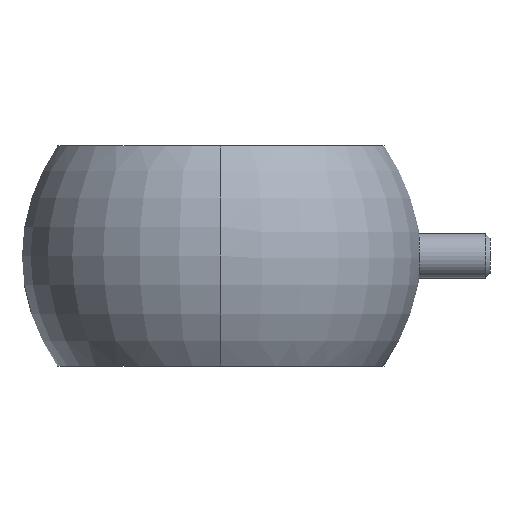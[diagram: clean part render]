
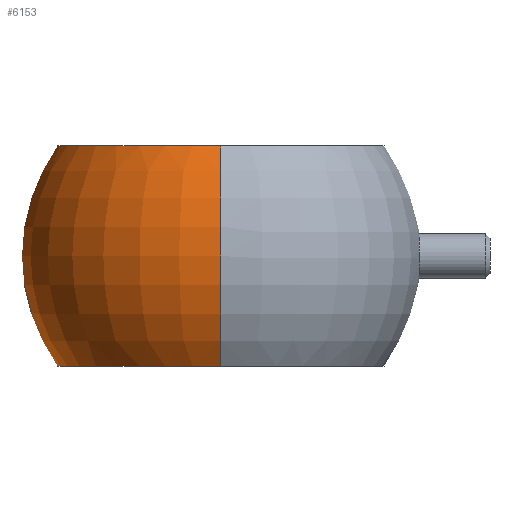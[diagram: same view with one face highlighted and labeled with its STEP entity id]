
A CAD part, left-side view. The second image highlights one B-rep face of the part: STEP entity #6153.
In plain terms, the highlighted toroidal (fillet/blend) face has major radius 2.25 mm and minor radius 25 mm.
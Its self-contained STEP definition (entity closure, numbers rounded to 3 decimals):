
#319 = CIRCLE ( 'NONE', #1871, 22.25 ) ;
#1871 = AXIS2_PLACEMENT_3D ( 'NONE', #13884, #13815, #5713 ) ;
#2147 = AXIS2_PLACEMENT_3D ( 'NONE', #15515, #9070, #10785 ) ;
#3189 = CARTESIAN_POINT ( 'NONE',  ( -2.25, 0., 0. ) ) ;
#4309 = EDGE_CURVE ( 'NONE', #14899, #13174, #15692, .T. ) ;
#4858 = DIRECTION ( 'NONE',  ( 0., 0., 1. ) ) ;
#5713 = DIRECTION ( 'NONE',  ( 1., 0., 0. ) ) ;
#5781 = EDGE_CURVE ( 'NONE', #13174, #11604, #14407, .T. ) ;
#6153 = ADVANCED_FACE ( 'NONE', ( #9586 ), #10882, .T. ) ;
#6256 = CARTESIAN_POINT ( 'NONE',  ( -22.25, 0., -15. ) ) ;
#7863 = DIRECTION ( 'NONE',  ( 0., 1., 0. ) ) ;
#8167 = DIRECTION ( 'NONE',  ( 1., 0., 0. ) ) ;
#8956 = CARTESIAN_POINT ( 'NONE',  ( 22.25, 0., -15. ) ) ;
#9070 = DIRECTION ( 'NONE',  ( 0., -1., 0. ) ) ;
#9207 = CIRCLE ( 'NONE', #12578, 25. ) ;
#9375 = AXIS2_PLACEMENT_3D ( 'NONE', #17809, #4858, #8167 ) ;
#9586 = FACE_OUTER_BOUND ( 'NONE', #14226, .T. ) ;
#10785 = DIRECTION ( 'NONE',  ( 0., 0., -1. ) ) ;
#10882 = TOROIDAL_SURFACE ( 'NONE', #9375, 2.25, 25. ) ;
#11604 = VERTEX_POINT ( 'NONE', #14959 ) ;
#12229 = AXIS2_PLACEMENT_3D ( 'NONE', #15345, #13511, #20138 ) ;
#12578 = AXIS2_PLACEMENT_3D ( 'NONE', #3189, #7863, #19454 ) ;
#12648 = ORIENTED_EDGE ( 'NONE', *, *, #5781, .F. ) ;
#13174 = VERTEX_POINT ( 'NONE', #18583 ) ;
#13511 = DIRECTION ( 'NONE',  ( 0., 0., 1. ) ) ;
#13815 = DIRECTION ( 'NONE',  ( 0., 0., 1. ) ) ;
#13884 = CARTESIAN_POINT ( 'NONE',  ( 0., 0., -15. ) ) ;
#14226 = EDGE_LOOP ( 'NONE', ( #16674, #19455, #12648, #17208 ) ) ;
#14407 = CIRCLE ( 'NONE', #12229, 22.25 ) ;
#14899 = VERTEX_POINT ( 'NONE', #8956 ) ;
#14959 = CARTESIAN_POINT ( 'NONE',  ( -22.25, 0., 15. ) ) ;
#15345 = CARTESIAN_POINT ( 'NONE',  ( 0., 0., 15. ) ) ;
#15515 = CARTESIAN_POINT ( 'NONE',  ( 2.25, 0., 0. ) ) ;
#15692 = CIRCLE ( 'NONE', #2147, 25. ) ;
#16549 = EDGE_CURVE ( 'NONE', #14899, #17221, #319, .T. ) ;
#16674 = ORIENTED_EDGE ( 'NONE', *, *, #16549, .T. ) ;
#17208 = ORIENTED_EDGE ( 'NONE', *, *, #4309, .F. ) ;
#17221 = VERTEX_POINT ( 'NONE', #6256 ) ;
#17809 = CARTESIAN_POINT ( 'NONE',  ( 0., 0., 0. ) ) ;
#18583 = CARTESIAN_POINT ( 'NONE',  ( 22.25, 0., 15. ) ) ;
#19454 = DIRECTION ( 'NONE',  ( -1., 0., 0. ) ) ;
#19455 = ORIENTED_EDGE ( 'NONE', *, *, #20500, .T. ) ;
#20138 = DIRECTION ( 'NONE',  ( 1., 0., 0. ) ) ;
#20500 = EDGE_CURVE ( 'NONE', #17221, #11604, #9207, .T. ) ;
